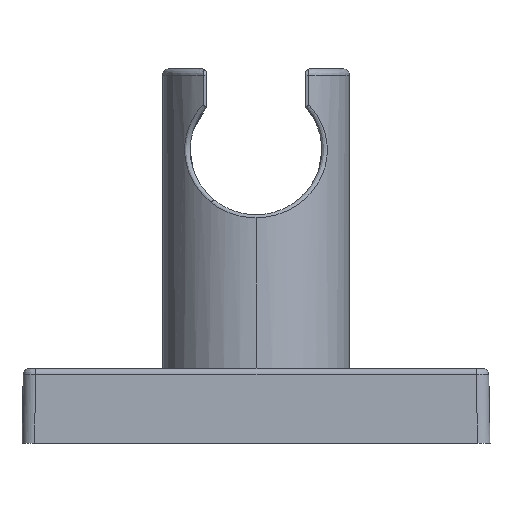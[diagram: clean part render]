
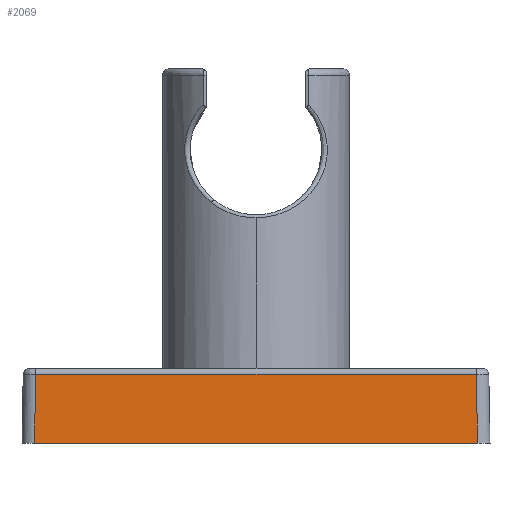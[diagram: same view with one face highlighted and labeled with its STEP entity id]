
A CAD part, front view. The second image highlights one B-rep face of the part: STEP entity #2069.
In plain terms, the highlighted planar face has unit normal (0, -1, 0.018).
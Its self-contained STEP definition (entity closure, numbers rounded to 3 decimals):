
#11 = ORIENTED_EDGE ( 'NONE', *, *, #3270, .F. ) ;
#17 = LINE ( 'NONE', #79, #1171 ) ;
#79 = CARTESIAN_POINT ( 'NONE',  ( 0., -37.308, 10.617 ) ) ;
#191 = FACE_OUTER_BOUND ( 'NONE', #746, .T. ) ;
#306 = VERTEX_POINT ( 'NONE', #2898 ) ;
#333 = CARTESIAN_POINT ( 'NONE',  ( -35.5, -37.5, -0.4 ) ) ;
#365 = ORIENTED_EDGE ( 'NONE', *, *, #3278, .F. ) ;
#419 = AXIS2_PLACEMENT_3D ( 'NONE', #1974, #1693, #989 ) ;
#453 = CARTESIAN_POINT ( 'NONE',  ( -35.308, -37.308, 10.617 ) ) ;
#743 = LINE ( 'NONE', #1408, #2423 ) ;
#746 = EDGE_LOOP ( 'NONE', ( #1022, #365, #11, #2238 ) ) ;
#858 = CARTESIAN_POINT ( 'NONE',  ( 35.308, -37.308, 10.617 ) ) ;
#876 = PLANE ( 'NONE',  #419 ) ;
#960 = DIRECTION ( 'NONE',  ( 0.017, -0.017, -1. ) ) ;
#989 = DIRECTION ( 'NONE',  ( 0., -0.017, -1. ) ) ;
#1022 = ORIENTED_EDGE ( 'NONE', *, *, #1647, .F. ) ;
#1094 = EDGE_CURVE ( 'NONE', #1642, #3157, #2623, .T. ) ;
#1171 = VECTOR ( 'NONE', #1436, 1000. ) ;
#1195 = CARTESIAN_POINT ( 'NONE',  ( 35.5, -37.5, -0.4 ) ) ;
#1408 = CARTESIAN_POINT ( 'NONE',  ( 0., -37.5, -0.4 ) ) ;
#1436 = DIRECTION ( 'NONE',  ( 1., 0., 0. ) ) ;
#1642 = VERTEX_POINT ( 'NONE', #1717 ) ;
#1647 = EDGE_CURVE ( 'NONE', #2539, #1642, #17, .T. ) ;
#1693 = DIRECTION ( 'NONE',  ( 0., 1., -0.017 ) ) ;
#1717 = CARTESIAN_POINT ( 'NONE',  ( 35.308, -37.308, 10.617 ) ) ;
#1974 = CARTESIAN_POINT ( 'NONE',  ( 0., -37.5, -0.4 ) ) ;
#1988 = DIRECTION ( 'NONE',  ( -1., 0., 0. ) ) ;
#2069 = ADVANCED_FACE ( 'NONE', ( #191 ), #876, .F. ) ;
#2103 = DIRECTION ( 'NONE',  ( 0.017, 0.017, 1. ) ) ;
#2238 = ORIENTED_EDGE ( 'NONE', *, *, #1094, .F. ) ;
#2423 = VECTOR ( 'NONE', #1988, 1000. ) ;
#2539 = VERTEX_POINT ( 'NONE', #453 ) ;
#2573 = VECTOR ( 'NONE', #2103, 1000. ) ;
#2623 = LINE ( 'NONE', #858, #2651 ) ;
#2651 = VECTOR ( 'NONE', #960, 1000. ) ;
#2898 = CARTESIAN_POINT ( 'NONE',  ( -35.5, -37.5, -0.4 ) ) ;
#2953 = LINE ( 'NONE', #333, #2573 ) ;
#3157 = VERTEX_POINT ( 'NONE', #1195 ) ;
#3270 = EDGE_CURVE ( 'NONE', #3157, #306, #743, .T. ) ;
#3278 = EDGE_CURVE ( 'NONE', #306, #2539, #2953, .T. ) ;
